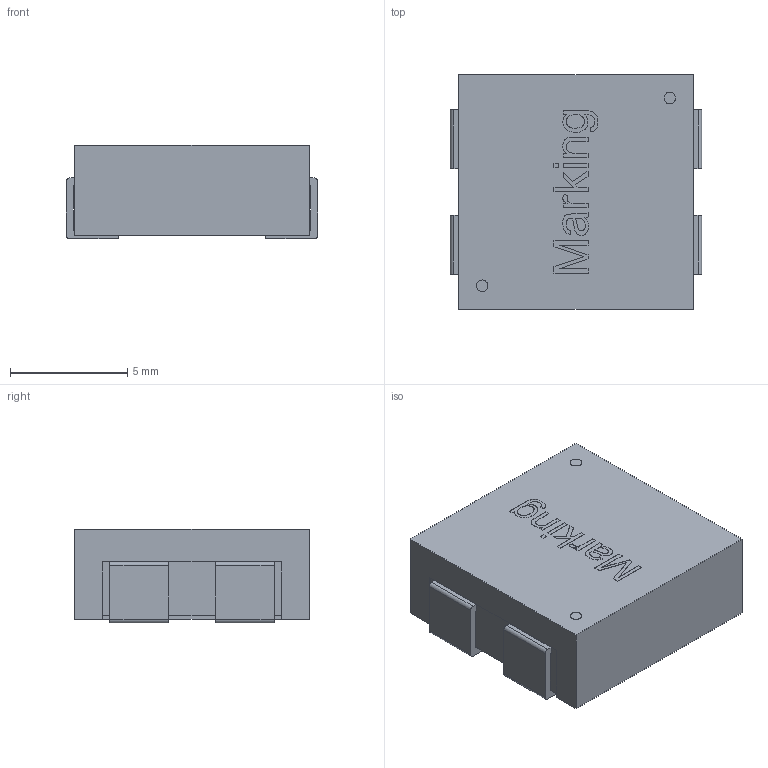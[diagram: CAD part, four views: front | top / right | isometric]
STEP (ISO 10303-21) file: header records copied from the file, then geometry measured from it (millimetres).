
FILE_DESCRIPTION(/* description */ ('Unknown'),/* implementation_level */ '2;1');
FILE_NAME(/* name */ '7448991xxx_1040',/* time_stamp */ '2018-09-19T15:53:04+02:00',/* author */ ('Unknown'),/* organization */ ('Unknown'),/* preprocessor_version */ 'ST-DEVELOPER v16.7',/* originating_system */ 'DEX',/* authorisation */ $);
FILE_SCHEMA (('AUTOMOTIVE_DESIGN {1 0 10303 214 3 1 1}'));
Length unit declared in the file: millimetre
Products named in the file (3): 7448991xxx_1040; Body; Contact
Assembly tree (2 placements, depth 2):
  7448991xxx_1040
    Body
    Contact
Bounding box: 10.7 x 10 x 4 mm (x, y, z)
Volume: 390.5 mm3; surface area: 462.1 mm2
Topology: 5 solids, 5 shells, 146 faces, 372 edges, 248 vertices
Faces by surface type: plane 112, cylinder 18, bspline 16
Full cylindrical faces by diameter (mm): 0.5 x2
Entity records: 5724 total; most frequent: CARTESIAN_POINT 1706, ORIENTED_EDGE 738, DIRECTION 547, EDGE_CURVE 369, VERTEX_POINT 248, LINE 209, VECTOR 209, AXIS2_PLACEMENT_3D 169
